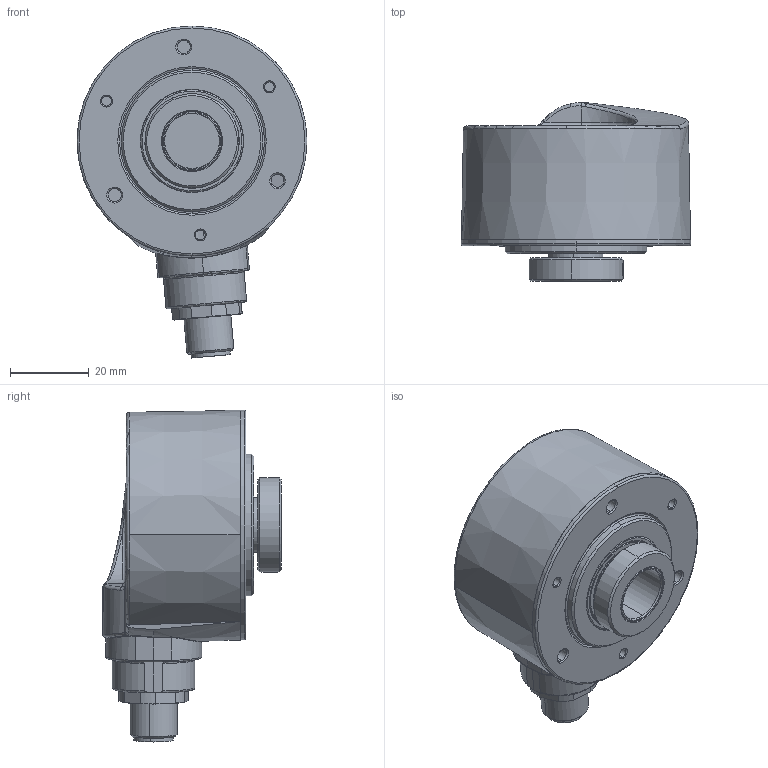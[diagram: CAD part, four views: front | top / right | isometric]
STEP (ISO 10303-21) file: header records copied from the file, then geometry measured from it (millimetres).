
FILE_DESCRIPTION (( 'STEP AP203' ), '1' );
FILE_NAME ('M161.STEP', '2021-10-22T07:33:27', ( '' ), ( '' ), 'SwSTEP 2.0', 'SolidWorks 2020', '' );
FILE_SCHEMA (( 'CONFIG_CONTROL_DESIGN' ));
Length unit declared in the file: millimetre
Products named in the file (1): M161
Bounding box: 58.5 x 45.48 x 84.48 mm (x, y, z)
Surface area: 16159.9 mm2 (no closed solid volume)
Topology: 0 solids, 16 shells, 217 faces, 537 edges, 344 vertices
Faces by surface type: cylinder 74, plane 54, cone 42, bspline 24, torus 23
Entity records: 9557 total; most frequent: CARTESIAN_POINT 4627, DIRECTION 980, ORIENTED_EDGE 973, EDGE_CURVE 537, AXIS2_PLACEMENT_3D 402, VERTEX_POINT 344, EDGE_LOOP 241, FACE_OUTER_BOUND 217
